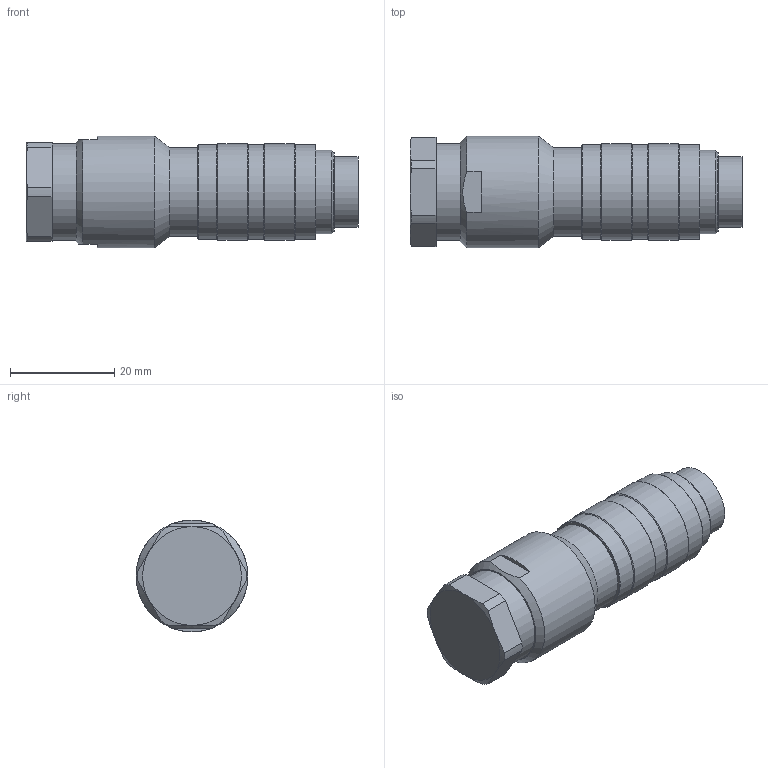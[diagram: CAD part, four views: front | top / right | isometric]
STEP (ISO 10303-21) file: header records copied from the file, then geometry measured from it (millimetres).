
FILE_DESCRIPTION(/* description */ (''),/* implementation_level */ '2;1');
FILE_NAME(/* name */ '99-5829-15-12_bg.stp',/* time_stamp */ '2010-11-19T12:23:35+01:00',/* author */ (''),/* organization */ (''),/* preprocessor_version */ 'ST-DEVELOPER v11',/* originating_system */ 'UGS - NX 5.0',/* authorisation */ '');
FILE_SCHEMA (('CONFIG_CONTROL_DESIGN'));
Length unit declared in the file: millimetre
Products named in the file (1): kbor644F4fmx
Bounding box: 63.8 x 21.5 x 21.5 mm (x, y, z)
Volume: 16967.3 mm3; surface area: 5130.3 mm2
Topology: 1 solids, 1 shells, 79 faces, 206 edges, 123 vertices
Faces by surface type: cylinder 32, plane 18, cone 16, sphere 12, torus 1
Full cylindrical faces by diameter (mm): 1 x12, 13.5 x1, 14.1 x1, 15.08 x1, 16 x1, 17 x1, 18.15 x3, 18.5 x2, 18.6 x1, 21.5 x1
Entity records: 1972 total; most frequent: CARTESIAN_POINT 369, DIRECTION 340, ORIENTED_EDGE 238, AXIS2_PLACEMENT_3D 157, EDGE_LOOP 131, EDGE_CURVE 119, VERTEX_POINT 94, FACE_BOUND 93
